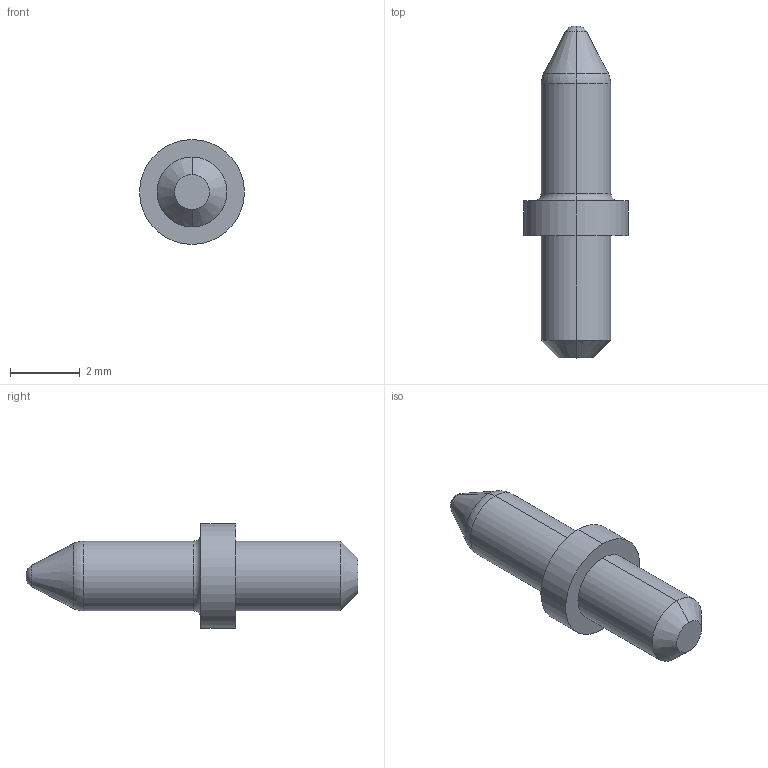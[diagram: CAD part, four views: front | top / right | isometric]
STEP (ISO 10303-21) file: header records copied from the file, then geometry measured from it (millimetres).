
FILE_DESCRIPTION (( 'STEP AP214' ), '1' );
FILE_NAME ('53302~3.STEP', '2019-06-25T07:40:25', ( '' ), ( '' ), 'SwSTEP 2.0', 'SolidWorks 2018', '' );
FILE_SCHEMA (( 'AUTOMOTIVE_DESIGN' ));
Length unit declared in the file: millimetre
Products named in the file (1): 53302~3
Bounding box: 3 x 9.5 x 3 mm (x, y, z)
Volume: 30.5 mm3; surface area: 69.3 mm2
Topology: 2 solids, 2 shells, 25 faces, 47 edges, 28 vertices
Faces by surface type: cylinder 8, plane 7, torus 6, cone 4
Entity records: 731 total; most frequent: DIRECTION 131, CARTESIAN_POINT 101, ORIENTED_EDGE 94, AXIS2_PLACEMENT_3D 58, EDGE_CURVE 47, CIRCLE 32, VERTEX_POINT 28, EDGE_LOOP 27
